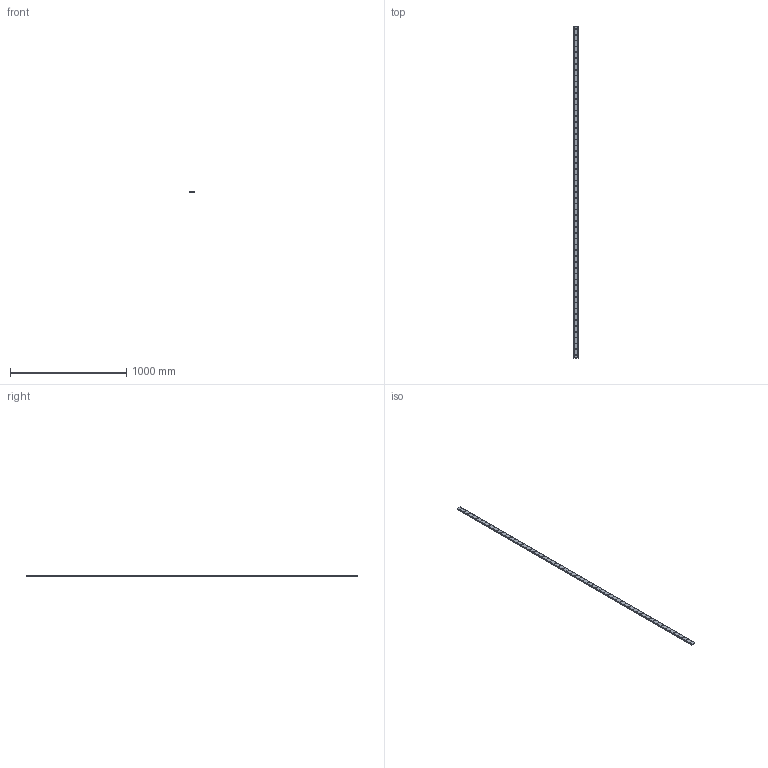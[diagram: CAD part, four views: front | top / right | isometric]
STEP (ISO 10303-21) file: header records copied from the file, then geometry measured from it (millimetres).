
FILE_DESCRIPTION(('STEP AP214'),'1');
FILE_NAME('cctmp_96A7D605-1C47-4CD6-92C0-4D61A91C3EE8_2021_03_04_10_55_15_0070..stp','2021-03-04T09:55:15',('HIWIN GmbH'),('CADClick - www.CADClick.com'),'Spatial InterOp 3D',' ','unknown authorization');
FILE_SCHEMA(('AUTOMOTIVE_DESIGN'));
Length unit declared in the file: millimetre
Products named in the file (1): WER21R2850H_FILE
Bounding box: 37 x 2850 x 11 mm (x, y, z)
Volume: 1056159.6 mm3; surface area: 308405.3 mm2
Topology: 1 solids, 1 shells, 1129 faces, 2343 edges, 1562 vertices
Faces by surface type: cylinder 702, plane 427
Entity records: 39717 total; most frequent: DIRECTION 6007, CARTESIAN_POINT 5035, ORIENTED_EDGE 4686, AXIS2_PLACEMENT_3D 2534, EDGE_CURVE 2343, VERTEX_POINT 1562, EDGE_LOOP 1475, CIRCLE 1404
